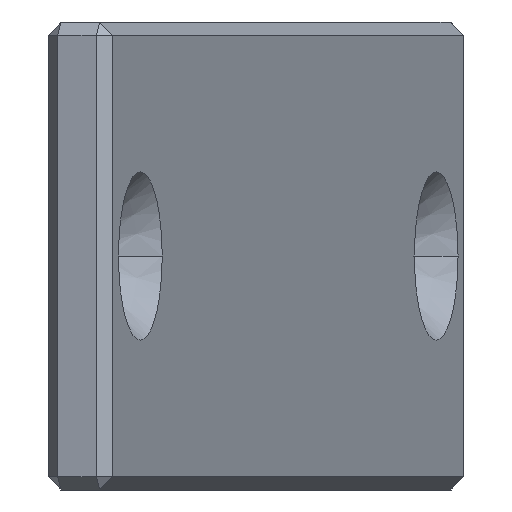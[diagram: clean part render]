
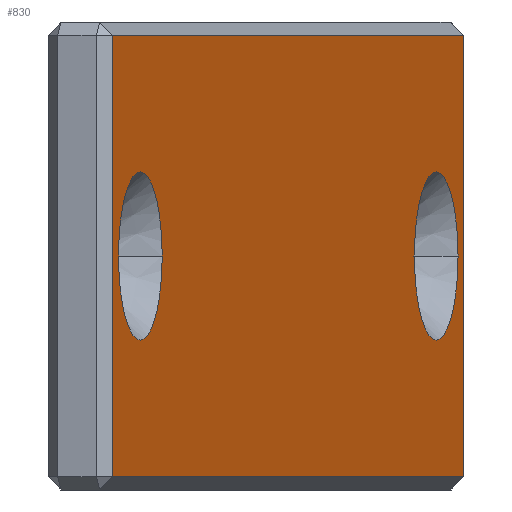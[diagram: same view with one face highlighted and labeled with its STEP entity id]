
A CAD part, front view. The second image highlights one B-rep face of the part: STEP entity #830.
In plain terms, the highlighted planar face has unit normal (0.966, -0.259, 0).
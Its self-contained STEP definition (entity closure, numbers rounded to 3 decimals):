
#187=DIRECTION('',(0.,0.,1.));
#188=VECTOR('',#187,33.);
#189=CARTESIAN_POINT('',(277.441,-300.743,-329.5));
#190=LINE('',#189,#188);
#194=DIRECTION('',(0.259,0.966,0.));
#195=VECTOR('',#194,101.5);
#196=CARTESIAN_POINT('',(251.171,-398.784,-329.5));
#197=LINE('',#196,#195);
#201=DIRECTION('',(0.,0.,-1.));
#202=VECTOR('',#201,33.);
#203=CARTESIAN_POINT('',(251.171,-398.784,-296.5));
#204=LINE('',#203,#202);
#208=DIRECTION('',(-0.259,-0.966,0.));
#209=VECTOR('',#208,101.5);
#210=CARTESIAN_POINT('',(277.441,-300.743,-296.5));
#211=LINE('',#210,#209);
#215=CARTESIAN_POINT('',(253.242,-391.057,-313.));
#216=DIRECTION('',(-0.966,0.259,0.));
#217=DIRECTION('',(-0.259,-0.966,0.));
#218=AXIS2_PLACEMENT_3D('',#215,#216,#217);
#223=CARTESIAN_POINT('',(253.242,-391.057,-313.));
#224=DIRECTION('',(-0.966,0.259,0.));
#225=DIRECTION('',(0.259,0.966,0.));
#226=AXIS2_PLACEMENT_3D('',#223,#224,#225);
#231=CARTESIAN_POINT('',(275.371,-308.47,-313.));
#232=DIRECTION('',(-0.966,0.259,0.));
#233=DIRECTION('',(-0.259,-0.966,0.));
#234=AXIS2_PLACEMENT_3D('',#231,#232,#233);
#239=CARTESIAN_POINT('',(275.371,-308.47,-313.));
#240=DIRECTION('',(-0.966,0.259,0.));
#241=DIRECTION('',(0.259,0.966,0.));
#242=AXIS2_PLACEMENT_3D('',#239,#240,#241);
#609=CARTESIAN_POINT('',(251.171,-398.784,-296.5));
#610=VERTEX_POINT('',#609);
#619=CARTESIAN_POINT('',(277.441,-300.743,-296.5));
#620=VERTEX_POINT('',#619);
#621=CARTESIAN_POINT('',(277.441,-300.743,-329.5));
#622=VERTEX_POINT('',#621);
#623=CARTESIAN_POINT('',(251.171,-398.784,-329.5));
#624=VERTEX_POINT('',#623);
#654=CARTESIAN_POINT('',(273.74,-314.556,-313.));
#656=VERTEX_POINT('',#654);
#658=CARTESIAN_POINT('',(277.001,-302.385,-313.));
#660=VERTEX_POINT('',#658);
#666=CARTESIAN_POINT('',(251.611,-397.142,-313.));
#668=VERTEX_POINT('',#666);
#670=CARTESIAN_POINT('',(254.872,-384.972,-313.));
#672=VERTEX_POINT('',#670);
#804=CARTESIAN_POINT('',(264.306,-349.764,-313.));
#805=DIRECTION('',(0.966,-0.259,0.));
#806=DIRECTION('',(-0.259,-0.966,0.));
#807=AXIS2_PLACEMENT_3D('',#804,#805,#806);
#808=PLANE('',#807);
#810=ORIENTED_EDGE('',*,*,#809,.F.);
#812=ORIENTED_EDGE('',*,*,#811,.F.);
#813=ORIENTED_EDGE('',*,*,#790,.F.);
#815=ORIENTED_EDGE('',*,*,#814,.F.);
#816=EDGE_LOOP('',(#810,#812,#813,#815));
#817=FACE_OUTER_BOUND('',#816,.F.);
#819=ORIENTED_EDGE('',*,*,#818,.F.);
#821=ORIENTED_EDGE('',*,*,#820,.F.);
#822=EDGE_LOOP('',(#819,#821));
#823=FACE_BOUND('',#822,.F.);
#825=ORIENTED_EDGE('',*,*,#824,.F.);
#827=ORIENTED_EDGE('',*,*,#826,.F.);
#828=EDGE_LOOP('',(#825,#827));
#829=FACE_BOUND('',#828,.F.);
#219=CIRCLE('',#218,6.3);
#227=CIRCLE('',#226,6.3);
#235=CIRCLE('',#234,6.3);
#243=CIRCLE('',#242,6.3);
#790=EDGE_CURVE('',#610,#624,#204,.T.);
#809=EDGE_CURVE('',#622,#620,#190,.T.);
#811=EDGE_CURVE('',#624,#622,#197,.T.);
#814=EDGE_CURVE('',#620,#610,#211,.T.);
#818=EDGE_CURVE('',#668,#672,#219,.T.);
#820=EDGE_CURVE('',#672,#668,#227,.T.);
#824=EDGE_CURVE('',#656,#660,#235,.T.);
#826=EDGE_CURVE('',#660,#656,#243,.T.);
#830=ADVANCED_FACE('',(#817,#823,#829),#808,.T.);
